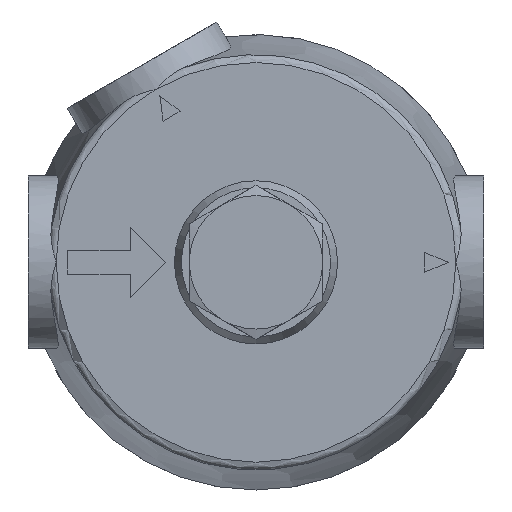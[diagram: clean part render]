
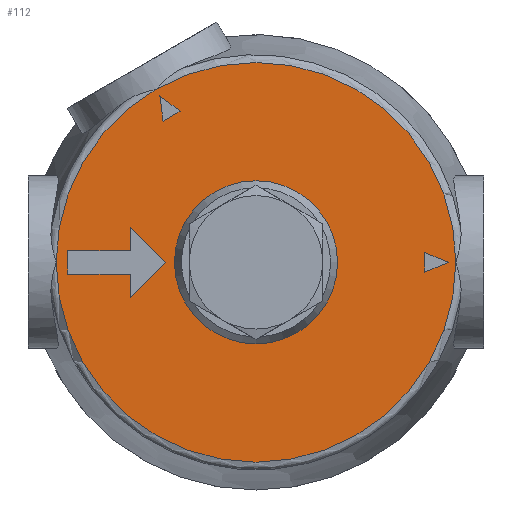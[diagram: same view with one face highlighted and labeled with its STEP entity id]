
A CAD part, front view. The second image highlights one B-rep face of the part: STEP entity #112.
In plain terms, the highlighted planar face has unit normal (0, -1, 0).
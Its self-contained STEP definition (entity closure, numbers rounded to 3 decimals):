
#112 = ADVANCED_FACE( '', ( #483, #484, #485, #486, #487 ), #488, .F. );
#483 = FACE_BOUND( '', #1211, .T. );
#484 = FACE_BOUND( '', #1212, .T. );
#485 = FACE_OUTER_BOUND( '', #1213, .T. );
#486 = FACE_BOUND( '', #1214, .T. );
#487 = FACE_BOUND( '', #1215, .T. );
#488 = PLANE( '', #1216 );
#1211 = EDGE_LOOP( '', ( #2110, #2111, #2112 ) );
#1212 = EDGE_LOOP( '', ( #2113 ) );
#1213 = EDGE_LOOP( '', ( #2114, #2115, #2116 ) );
#1214 = EDGE_LOOP( '', ( #2117, #2118, #2119, #2120, #2121, #2122, #2123 ) );
#1215 = EDGE_LOOP( '', ( #2124, #2125, #2126 ) );
#1216 = AXIS2_PLACEMENT_3D( '', #2127, #2128, #2129 );
#2110 = ORIENTED_EDGE( '', *, *, #4260, .F. );
#2111 = ORIENTED_EDGE( '', *, *, #4261, .F. );
#2112 = ORIENTED_EDGE( '', *, *, #4262, .F. );
#2113 = ORIENTED_EDGE( '', *, *, #4263, .T. );
#2114 = ORIENTED_EDGE( '', *, *, #4264, .F. );
#2115 = ORIENTED_EDGE( '', *, *, #4265, .F. );
#2116 = ORIENTED_EDGE( '', *, *, #4266, .F. );
#2117 = ORIENTED_EDGE( '', *, *, #4267, .F. );
#2118 = ORIENTED_EDGE( '', *, *, #4268, .F. );
#2119 = ORIENTED_EDGE( '', *, *, #4269, .F. );
#2120 = ORIENTED_EDGE( '', *, *, #4270, .F. );
#2121 = ORIENTED_EDGE( '', *, *, #4271, .F. );
#2122 = ORIENTED_EDGE( '', *, *, #4272, .F. );
#2123 = ORIENTED_EDGE( '', *, *, #4273, .F. );
#2124 = ORIENTED_EDGE( '', *, *, #4274, .F. );
#2125 = ORIENTED_EDGE( '', *, *, #4275, .F. );
#2126 = ORIENTED_EDGE( '', *, *, #4276, .F. );
#2127 = CARTESIAN_POINT( '', ( -10.392, -11., 0. ) );
#2128 = DIRECTION( '', ( 0., 1., 0. ) );
#2129 = DIRECTION( '', ( 0., 0., 1. ) );
#4260 = EDGE_CURVE( '', #5038, #5039, #5040, .T. );
#4261 = EDGE_CURVE( '', #5041, #5038, #5042, .T. );
#4262 = EDGE_CURVE( '', #5039, #5041, #5043, .T. );
#4263 = EDGE_CURVE( '', #5044, #5044, #5045, .T. );
#4264 = EDGE_CURVE( '', #5046, #5047, #5048, .T. );
#4265 = EDGE_CURVE( '', #4881, #5046, #5049, .T. );
#4266 = EDGE_CURVE( '', #5047, #4881, #5050, .T. );
#4267 = EDGE_CURVE( '', #5051, #5052, #5053, .T. );
#4268 = EDGE_CURVE( '', #5054, #5051, #5055, .T. );
#4269 = EDGE_CURVE( '', #5056, #5054, #5057, .T. );
#4270 = EDGE_CURVE( '', #5058, #5056, #5059, .T. );
#4271 = EDGE_CURVE( '', #5060, #5058, #5061, .T. );
#4272 = EDGE_CURVE( '', #5062, #5060, #5063, .T. );
#4273 = EDGE_CURVE( '', #5052, #5062, #5064, .T. );
#4274 = EDGE_CURVE( '', #5065, #5066, #5067, .T. );
#4275 = EDGE_CURVE( '', #5068, #5065, #5069, .T. );
#4276 = EDGE_CURVE( '', #5066, #5068, #5070, .T. );
#4881 = VERTEX_POINT( '', #6073 );
#5038 = VERTEX_POINT( '', #6482 );
#5039 = VERTEX_POINT( '', #6483 );
#5040 = LINE( '', #6484, #6485 );
#5041 = VERTEX_POINT( '', #6486 );
#5042 = LINE( '', #6487, #6488 );
#5043 = LINE( '', #6489, #6490 );
#5044 = VERTEX_POINT( '', #6491 );
#5045 = CIRCLE( '', #6492, 10.392 );
#5046 = VERTEX_POINT( '', #6493 );
#5047 = VERTEX_POINT( '', #6494 );
#5048 = CIRCLE( '', #6495, 25.458 );
#5049 = CIRCLE( '', #6496, 25.458 );
#5050 = CIRCLE( '', #6497, 25.458 );
#5051 = VERTEX_POINT( '', #6498 );
#5052 = VERTEX_POINT( '', #6499 );
#5053 = LINE( '', #6500, #6501 );
#5054 = VERTEX_POINT( '', #6502 );
#5055 = LINE( '', #6503, #6504 );
#5056 = VERTEX_POINT( '', #6505 );
#5057 = LINE( '', #6506, #6507 );
#5058 = VERTEX_POINT( '', #6508 );
#5059 = LINE( '', #6509, #6510 );
#5060 = VERTEX_POINT( '', #6511 );
#5061 = LINE( '', #6512, #6513 );
#5062 = VERTEX_POINT( '', #6514 );
#5063 = LINE( '', #6515, #6516 );
#5064 = LINE( '', #6517, #6518 );
#5065 = VERTEX_POINT( '', #6519 );
#5066 = VERTEX_POINT( '', #6520 );
#5067 = LINE( '', #6521, #6522 );
#5068 = VERTEX_POINT( '', #6523 );
#5069 = LINE( '', #6524, #6525 );
#5070 = LINE( '', #6526, #6527 );
#6073 = CARTESIAN_POINT( '', ( -25.458, -11., 0. ) );
#6482 = CARTESIAN_POINT( '', ( 21.5, -11., 1.25 ) );
#6483 = CARTESIAN_POINT( '', ( 21.5, -11., -1.25 ) );
#6484 = CARTESIAN_POINT( '', ( 21.5, -11., 1.25 ) );
#6485 = VECTOR( '', #7939, 1000. );
#6486 = CARTESIAN_POINT( '', ( 24.5, -11., 0. ) );
#6487 = CARTESIAN_POINT( '', ( 24.5, -11., 0. ) );
#6488 = VECTOR( '', #7940, 1000. );
#6489 = CARTESIAN_POINT( '', ( 21.5, -11., -1.25 ) );
#6490 = VECTOR( '', #7941, 1000. );
#6491 = CARTESIAN_POINT( '', ( 0., -11., 10.392 ) );
#6492 = AXIS2_PLACEMENT_3D( '', #7942, #7943, #7944 );
#6493 = CARTESIAN_POINT( '', ( -12.729, -11., 22.047 ) );
#6494 = CARTESIAN_POINT( '', ( 25.458, -11., 0. ) );
#6495 = AXIS2_PLACEMENT_3D( '', #7945, #7946, #7947 );
#6496 = AXIS2_PLACEMENT_3D( '', #7948, #7949, #7950 );
#6497 = AXIS2_PLACEMENT_3D( '', #7951, #7952, #7953 );
#6498 = CARTESIAN_POINT( '', ( -24., -11., 1.5 ) );
#6499 = CARTESIAN_POINT( '', ( -24., -11., -1.5 ) );
#6500 = CARTESIAN_POINT( '', ( -24., -11., 1.5 ) );
#6501 = VECTOR( '', #7954, 1000. );
#6502 = CARTESIAN_POINT( '', ( -16., -11., 1.5 ) );
#6503 = CARTESIAN_POINT( '', ( -16., -11., 1.5 ) );
#6504 = VECTOR( '', #7955, 1000. );
#6505 = CARTESIAN_POINT( '', ( -16., -11., 4.5 ) );
#6506 = CARTESIAN_POINT( '', ( -16., -11., 4.5 ) );
#6507 = VECTOR( '', #7956, 1000. );
#6508 = CARTESIAN_POINT( '', ( -11.5, -11., 0. ) );
#6509 = CARTESIAN_POINT( '', ( -11.5, -11., 0. ) );
#6510 = VECTOR( '', #7957, 1000. );
#6511 = CARTESIAN_POINT( '', ( -16., -11., -4.5 ) );
#6512 = CARTESIAN_POINT( '', ( -16., -11., -4.5 ) );
#6513 = VECTOR( '', #7958, 1000. );
#6514 = CARTESIAN_POINT( '', ( -16., -11., -1.5 ) );
#6515 = CARTESIAN_POINT( '', ( -16., -11., -1.5 ) );
#6516 = VECTOR( '', #7959, 1000. );
#6517 = CARTESIAN_POINT( '', ( -24., -11., -1.5 ) );
#6518 = VECTOR( '', #7960, 1000. );
#6519 = CARTESIAN_POINT( '', ( -9.667, -11., 19.245 ) );
#6520 = CARTESIAN_POINT( '', ( -12.25, -11., 21.218 ) );
#6521 = CARTESIAN_POINT( '', ( -9.667, -11., 19.245 ) );
#6522 = VECTOR( '', #7961, 1000. );
#6523 = CARTESIAN_POINT( '', ( -11.833, -11., 17.995 ) );
#6524 = CARTESIAN_POINT( '', ( -11.833, -11., 17.995 ) );
#6525 = VECTOR( '', #7962, 1000. );
#6526 = CARTESIAN_POINT( '', ( -12.25, -11., 21.218 ) );
#6527 = VECTOR( '', #7963, 1000. );
#7939 = DIRECTION( '', ( 0., 0., -1. ) );
#7940 = DIRECTION( '', ( -0.923, 0., 0.385 ) );
#7941 = DIRECTION( '', ( 0.923, 0., 0.385 ) );
#7942 = CARTESIAN_POINT( '', ( 0., -11., 0. ) );
#7943 = DIRECTION( '', ( 0., 1., 0. ) );
#7944 = DIRECTION( '', ( 0., 0., 1. ) );
#7945 = CARTESIAN_POINT( '', ( 0., -11., 0. ) );
#7946 = DIRECTION( '', ( 0., 1., 0. ) );
#7947 = DIRECTION( '', ( 0., 0., 1. ) );
#7948 = CARTESIAN_POINT( '', ( 0., -11., 0. ) );
#7949 = DIRECTION( '', ( 0., 1., 0. ) );
#7950 = DIRECTION( '', ( 0., 0., 1. ) );
#7951 = CARTESIAN_POINT( '', ( 0., -11., 0. ) );
#7952 = DIRECTION( '', ( 0., 1., 0. ) );
#7953 = DIRECTION( '', ( 0., 0., 1. ) );
#7954 = DIRECTION( '', ( 0., 0., -1. ) );
#7955 = DIRECTION( '', ( -1., 0., 0. ) );
#7956 = DIRECTION( '', ( 0., 0., -1. ) );
#7957 = DIRECTION( '', ( -0.707, 0., 0.707 ) );
#7958 = DIRECTION( '', ( 0.707, 0., 0.707 ) );
#7959 = DIRECTION( '', ( 0., 0., -1. ) );
#7960 = DIRECTION( '', ( 1., 0., 0. ) );
#7961 = DIRECTION( '', ( -0.795, 0., 0.607 ) );
#7962 = DIRECTION( '', ( 0.866, 0., 0.5 ) );
#7963 = DIRECTION( '', ( 0.128, 0., -0.992 ) );
